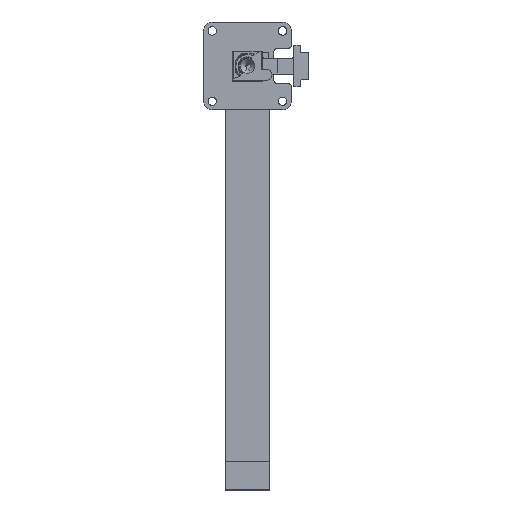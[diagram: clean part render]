
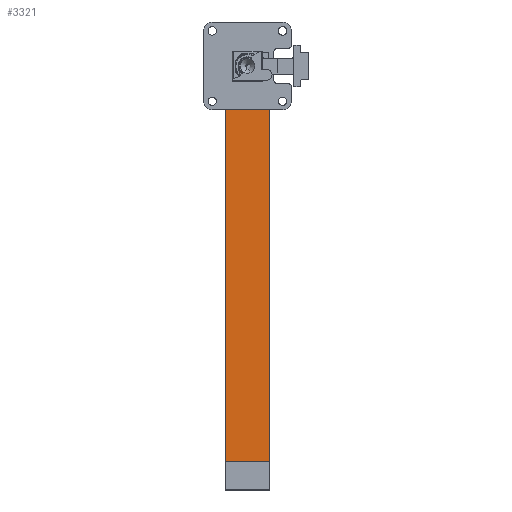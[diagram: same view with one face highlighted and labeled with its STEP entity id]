
A CAD part, top view. The second image highlights one B-rep face of the part: STEP entity #3321.
In plain terms, the highlighted planar face has unit normal (0, 0, 1).
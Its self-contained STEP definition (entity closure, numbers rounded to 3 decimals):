
#1696 = LINE ( 'NONE', #100100, #161984 ) ;
#3321 = ADVANCED_FACE ( 'NONE', ( #148904 ), #143571, .F. ) ;
#4107 = CARTESIAN_POINT ( 'NONE',  ( 18.785, 1.4, -1.947 ) ) ;
#11243 = EDGE_LOOP ( 'NONE', ( #26580, #80825, #144687, #73206 ) ) ;
#13487 = VERTEX_POINT ( 'NONE', #25414 ) ;
#14505 = DIRECTION ( 'NONE',  ( 0., 1., 0. ) ) ;
#25291 = DIRECTION ( 'NONE',  ( 1., 0., 0. ) ) ;
#25414 = CARTESIAN_POINT ( 'NONE',  ( 6.215, 1.4, -1.947 ) ) ;
#26580 = ORIENTED_EDGE ( 'NONE', *, *, #88581, .F. ) ;
#31905 = LINE ( 'NONE', #102977, #70871 ) ;
#33315 = CARTESIAN_POINT ( 'NONE',  ( 6.215, -253.542, -1.947 ) ) ;
#42032 = LINE ( 'NONE', #86604, #55637 ) ;
#44368 = VERTEX_POINT ( 'NONE', #4107 ) ;
#53854 = DIRECTION ( 'NONE',  ( -1., 0., 0. ) ) ;
#55637 = VECTOR ( 'NONE', #70207, 1000. ) ;
#64414 = VERTEX_POINT ( 'NONE', #122011 ) ;
#69387 = VECTOR ( 'NONE', #53854, 1000. ) ;
#70207 = DIRECTION ( 'NONE',  ( 0., 1., 0. ) ) ;
#70871 = VECTOR ( 'NONE', #14505, 1000. ) ;
#71230 = EDGE_CURVE ( 'NONE', #44368, #13487, #112306, .T. ) ;
#72215 = EDGE_CURVE ( 'NONE', #64414, #44368, #31905, .T. ) ;
#73206 = ORIENTED_EDGE ( 'NONE', *, *, #71230, .T. ) ;
#77868 = CARTESIAN_POINT ( 'NONE',  ( 6.215, 1.4, -1.947 ) ) ;
#80825 = ORIENTED_EDGE ( 'NONE', *, *, #92244, .T. ) ;
#83520 = DIRECTION ( 'NONE',  ( 0., 0., -1. ) ) ;
#86604 = CARTESIAN_POINT ( 'NONE',  ( 6.215, -253.542, -1.947 ) ) ;
#88581 = EDGE_CURVE ( 'NONE', #150516, #13487, #42032, .T. ) ;
#92244 = EDGE_CURVE ( 'NONE', #150516, #64414, #1696, .T. ) ;
#97742 = CARTESIAN_POINT ( 'NONE',  ( 6.215, -99.969, -1.947 ) ) ;
#100100 = CARTESIAN_POINT ( 'NONE',  ( 18.785, -99.969, -1.947 ) ) ;
#102977 = CARTESIAN_POINT ( 'NONE',  ( 18.785, -253.542, -1.947 ) ) ;
#112306 = LINE ( 'NONE', #77868, #69387 ) ;
#122011 = CARTESIAN_POINT ( 'NONE',  ( 18.785, -99.969, -1.947 ) ) ;
#136248 = AXIS2_PLACEMENT_3D ( 'NONE', #33315, #83520, #144106 ) ;
#143571 = PLANE ( 'NONE',  #136248 ) ;
#144106 = DIRECTION ( 'NONE',  ( 0., 1., 0. ) ) ;
#144687 = ORIENTED_EDGE ( 'NONE', *, *, #72215, .T. ) ;
#148904 = FACE_OUTER_BOUND ( 'NONE', #11243, .T. ) ;
#150516 = VERTEX_POINT ( 'NONE', #97742 ) ;
#161984 = VECTOR ( 'NONE', #25291, 1000. ) ;
